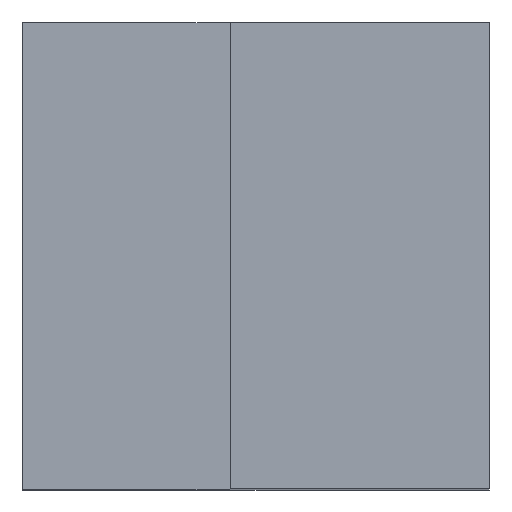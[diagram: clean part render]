
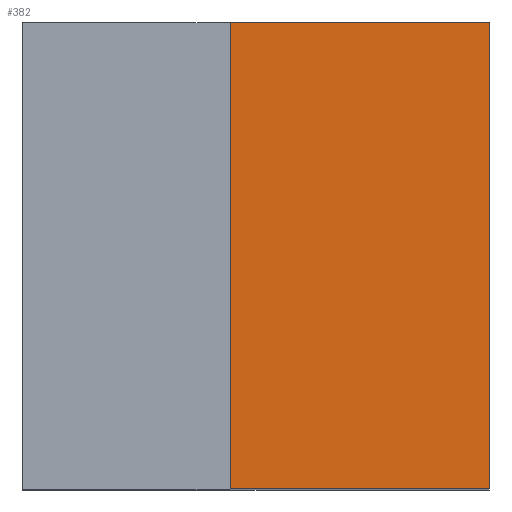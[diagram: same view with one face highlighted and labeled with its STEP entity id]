
A CAD part, top view. The second image highlights one B-rep face of the part: STEP entity #382.
In plain terms, the highlighted planar face has unit normal (0, 0, 1).
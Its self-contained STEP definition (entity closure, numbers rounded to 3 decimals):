
#48 = FACE_OUTER_BOUND ( 'NONE', #419, .T. ) ;
#50 = CARTESIAN_POINT ( 'NONE',  ( 4.5, -4.5, 14. ) ) ;
#51 = PLANE ( 'NONE',  #1467 ) ;
#52 = DIRECTION ( 'NONE',  ( 0., 0., -1. ) ) ;
#53 = DIRECTION ( 'NONE',  ( -1., 0., 0. ) ) ;
#382 = ADVANCED_FACE ( 'NONE', ( #48 ), #51, .F. ) ;
#419 = EDGE_LOOP ( 'NONE', ( #1905, #1868, #1904, #1821 ) ) ;
#904 = VECTOR ( 'NONE', #2061, 1000. ) ;
#909 = VECTOR ( 'NONE', #2047, 1000. ) ;
#910 = VECTOR ( 'NONE', #2042, 1000. ) ;
#911 = VECTOR ( 'NONE', #2037, 1000. ) ;
#1053 = VERTEX_POINT ( 'NONE', #2361 ) ;
#1076 = VERTEX_POINT ( 'NONE', #2087 ) ;
#1080 = VERTEX_POINT ( 'NONE', #2091 ) ;
#1092 = VERTEX_POINT ( 'NONE', #2103 ) ;
#1286 = EDGE_CURVE ( 'NONE', #1092, #1080, #2034, .T. ) ;
#1288 = EDGE_CURVE ( 'NONE', #1053, #1092, #2035, .T. ) ;
#1290 = EDGE_CURVE ( 'NONE', #1076, #1053, #2038, .T. ) ;
#1294 = EDGE_CURVE ( 'NONE', #1080, #1076, #2053, .T. ) ;
#1467 = AXIS2_PLACEMENT_3D ( 'NONE', #50, #52, #53 ) ;
#1821 = ORIENTED_EDGE ( 'NONE', *, *, #1294, .T. ) ;
#1868 = ORIENTED_EDGE ( 'NONE', *, *, #1288, .T. ) ;
#1904 = ORIENTED_EDGE ( 'NONE', *, *, #1286, .T. ) ;
#1905 = ORIENTED_EDGE ( 'NONE', *, *, #1290, .T. ) ;
#2026 = CARTESIAN_POINT ( 'NONE',  ( 4.5, 4.5, 14. ) ) ;
#2034 = LINE ( 'NONE', #2036, #911 ) ;
#2035 = LINE ( 'NONE', #2026, #910 ) ;
#2036 = CARTESIAN_POINT ( 'NONE',  ( -0.5, 4.5, 14. ) ) ;
#2037 = DIRECTION ( 'NONE',  ( 0., -1., 0. ) ) ;
#2038 = LINE ( 'NONE', #2046, #909 ) ;
#2042 = DIRECTION ( 'NONE',  ( -1., 0., 0. ) ) ;
#2046 = CARTESIAN_POINT ( 'NONE',  ( 4.5, -4.5, 14. ) ) ;
#2047 = DIRECTION ( 'NONE',  ( 0., 1., 0. ) ) ;
#2053 = LINE ( 'NONE', #2060, #904 ) ;
#2060 = CARTESIAN_POINT ( 'NONE',  ( -0.5, -4.5, 14. ) ) ;
#2061 = DIRECTION ( 'NONE',  ( 1., 0., 0. ) ) ;
#2087 = CARTESIAN_POINT ( 'NONE',  ( 4.5, -4.5, 14. ) ) ;
#2091 = CARTESIAN_POINT ( 'NONE',  ( -0.5, -4.5, 14. ) ) ;
#2103 = CARTESIAN_POINT ( 'NONE',  ( -0.5, 4.5, 14. ) ) ;
#2361 = CARTESIAN_POINT ( 'NONE',  ( 4.5, 4.5, 14. ) ) ;
